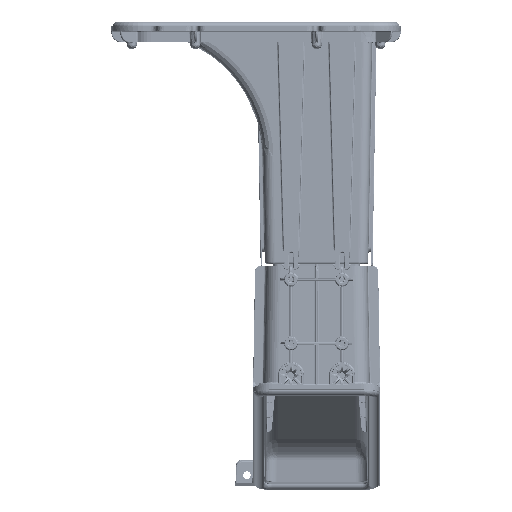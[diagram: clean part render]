
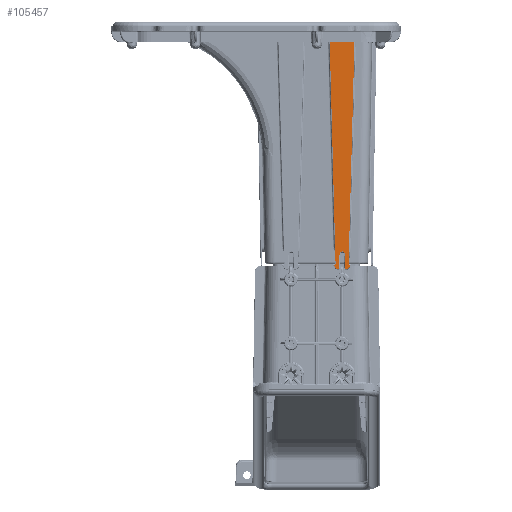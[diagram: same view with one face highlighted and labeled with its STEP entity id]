
A CAD part, front view. The second image highlights one B-rep face of the part: STEP entity #105457.
In plain terms, the highlighted planar face has unit normal (0, -1, -0.018).
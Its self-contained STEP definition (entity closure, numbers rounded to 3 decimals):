
#6411=DIRECTION('',(1.,0.,0.));
#6412=VECTOR('',#6411,19.769);
#6413=CARTESIAN_POINT('',(110.023,-131.297,1997.874));
#6414=LINE('',#6413,#6412);
#25685=DIRECTION('',(0.026,-0.017,1.));
#25686=VECTOR('',#25685,181.545);
#25687=CARTESIAN_POINT('',(125.04,-128.129,
1816.419));
#25688=LINE('',#25687,#25686);
#25689=DIRECTION('',(0.635,-0.013,0.772));
#25690=VECTOR('',#25689,3.185);
#25691=CARTESIAN_POINT('',(124.781,-128.068,
1812.93));
#25692=LINE('',#25691,#25690);
#25693=DIRECTION('',(0.035,0.017,-0.999));
#25694=VECTOR('',#25693,11.57);
#25695=CARTESIAN_POINT('',(121.907,-128.263,
1824.061));
#25696=LINE('',#25695,#25694);
#25697=DIRECTION('',(0.035,-0.017,0.999));
#25698=VECTOR('',#25697,11.57);
#25699=CARTESIAN_POINT('',(117.505,-128.061,
1812.5));
#25700=LINE('',#25699,#25698);
#25701=DIRECTION('',(0.635,0.013,-0.772));
#25702=VECTOR('',#25701,3.185);
#25703=CARTESIAN_POINT('',(113.013,-128.111,
1815.39));
#25704=LINE('',#25703,#25702);
#25705=DIRECTION('',(0.026,0.017,-1.));
#25706=VECTOR('',#25705,181.545);
#25707=CARTESIAN_POINT('',(110.023,-131.297,
1997.874));
#25708=LINE('',#25707,#25706);
#46295=DIRECTION('',(1.,0.,0.006));
#46296=VECTOR('',#46295,0.764);
#46297=CARTESIAN_POINT('',(113.013,-128.111,
1815.39));
#46298=LINE('',#46297,#46296);
#46308=CARTESIAN_POINT('',(116.993,-128.052,
1812.016));
#46309=CARTESIAN_POINT('',(116.728,-128.052,
1812.02));
#46310=CARTESIAN_POINT('',(116.229,-128.054,
1812.088));
#46311=CARTESIAN_POINT('',(115.557,-128.059,
1812.41));
#46312=CARTESIAN_POINT('',(115.196,-128.065,
1812.736));
#46313=CARTESIAN_POINT('',(115.035,-128.068,
1812.93));
#46382=CARTESIAN_POINT('',(113.776,-128.111,
1815.394));
#46383=CARTESIAN_POINT('',(113.918,-128.111,
1815.397));
#46384=CARTESIAN_POINT('',(114.176,-128.112,
1815.449));
#46385=CARTESIAN_POINT('',(114.516,-128.116,
1815.681));
#46386=CARTESIAN_POINT('',(114.734,-128.122,
1816.026));
#46387=CARTESIAN_POINT('',(114.777,-128.127,
1816.281));
#46388=CARTESIAN_POINT('',(114.776,-128.129,
1816.419));
#46414=CARTESIAN_POINT('',(117.505,-128.061,
1812.5));
#46415=CARTESIAN_POINT('',(117.5,-128.059,
1812.408));
#46416=CARTESIAN_POINT('',(117.454,-128.057,
1812.25));
#46417=CARTESIAN_POINT('',(117.259,-128.053,
1812.059));
#46418=CARTESIAN_POINT('',(117.091,-128.053,
1812.02));
#46419=CARTESIAN_POINT('',(116.993,-128.052,
1812.016));
#46455=CARTESIAN_POINT('',(124.781,-128.068,
1812.93));
#46456=CARTESIAN_POINT('',(124.619,-128.065,
1812.736));
#46457=CARTESIAN_POINT('',(124.259,-128.059,
1812.41));
#46458=CARTESIAN_POINT('',(123.587,-128.054,
1812.088));
#46459=CARTESIAN_POINT('',(123.087,-128.052,
1812.02));
#46460=CARTESIAN_POINT('',(122.823,-128.052,
1812.016));
#46471=DIRECTION('',(1.,0.,-0.006));
#46472=VECTOR('',#46471,0.764);
#46473=CARTESIAN_POINT('',(126.039,-128.111,
1815.394));
#46474=LINE('',#46473,#46472);
#46551=CARTESIAN_POINT('',(122.823,-128.052,
1812.016));
#46552=CARTESIAN_POINT('',(122.724,-128.053,
1812.02));
#46553=CARTESIAN_POINT('',(122.556,-128.053,
1812.059));
#46554=CARTESIAN_POINT('',(122.361,-128.057,
1812.25));
#46555=CARTESIAN_POINT('',(122.316,-128.059,
1812.408));
#46556=CARTESIAN_POINT('',(122.31,-128.061,
1812.5));
#46563=CARTESIAN_POINT('',(125.203,-128.119,
1815.846));
#46564=CARTESIAN_POINT('',(125.265,-128.118,
1815.752));
#46565=CARTESIAN_POINT('',(125.411,-128.115,
1815.592));
#46566=CARTESIAN_POINT('',(125.71,-128.112,
1815.431));
#46567=CARTESIAN_POINT('',(125.925,-128.111,
1815.395));
#46568=CARTESIAN_POINT('',(126.039,-128.111,
1815.394));
#46570=CARTESIAN_POINT('',(125.04,-128.129,
1816.419));
#46571=CARTESIAN_POINT('',(125.038,-128.128,
1816.351));
#46572=CARTESIAN_POINT('',(125.048,-128.126,
1816.218));
#46573=CARTESIAN_POINT('',(125.104,-128.122,
1816.022));
#46574=CARTESIAN_POINT('',(125.165,-128.12,
1815.903));
#46575=CARTESIAN_POINT('',(125.203,-128.119,
1815.846));
#49506=CARTESIAN_POINT('',(121.907,-128.263,
1824.061));
#49507=CARTESIAN_POINT('',(121.897,-128.267,
1824.323));
#49508=CARTESIAN_POINT('',(121.785,-128.276,
1824.807));
#49509=CARTESIAN_POINT('',(121.342,-128.287,
1825.458));
#49510=CARTESIAN_POINT('',(120.684,-128.295,
1825.889));
#49511=CARTESIAN_POINT('',(119.908,-128.297,
1826.042));
#49512=CARTESIAN_POINT('',(119.132,-128.295,
1825.888));
#49513=CARTESIAN_POINT('',(118.474,-128.287,
1825.458));
#49514=CARTESIAN_POINT('',(118.03,-128.276,
1824.807));
#49515=CARTESIAN_POINT('',(117.918,-128.267,
1824.323));
#49516=CARTESIAN_POINT('',(117.909,-128.263,
1824.061));
#53172=CARTESIAN_POINT('',(110.023,-131.297,
1997.874));
#57771=VERTEX_POINT('',#53172);
#57772=CARTESIAN_POINT('',(129.792,-131.297,
1997.874));
#57773=VERTEX_POINT('',#57772);
#61712=CARTESIAN_POINT('',(114.776,-128.129,
1816.419));
#61713=VERTEX_POINT('',#61712);
#61714=VERTEX_POINT('',#46382);
#61715=CARTESIAN_POINT('',(113.013,-128.111,
1815.39));
#61716=VERTEX_POINT('',#61715);
#61717=CARTESIAN_POINT('',(115.035,-128.068,
1812.93));
#61718=VERTEX_POINT('',#61717);
#61719=VERTEX_POINT('',#46308);
#61720=VERTEX_POINT('',#46414);
#61721=CARTESIAN_POINT('',(117.909,-128.263,
1824.061));
#61722=VERTEX_POINT('',#61721);
#61723=VERTEX_POINT('',#49506);
#61724=CARTESIAN_POINT('',(122.31,-128.061,
1812.5));
#61725=VERTEX_POINT('',#61724);
#61726=VERTEX_POINT('',#46551);
#61727=VERTEX_POINT('',#46455);
#61728=CARTESIAN_POINT('',(126.803,-128.111,
1815.39));
#61729=VERTEX_POINT('',#61728);
#61730=CARTESIAN_POINT('',(126.039,-128.111,
1815.394));
#61731=VERTEX_POINT('',#61730);
#61732=VERTEX_POINT('',#46563);
#61733=VERTEX_POINT('',#46570);
#105417=CARTESIAN_POINT('',(136.699,-130.802,
1969.532));
#105418=DIRECTION('',(0.,1.,0.017));
#105419=DIRECTION('',(0.,0.017,-1.));
#105420=AXIS2_PLACEMENT_3D('',#105417,#105418,#105419);
#105421=PLANE('',#105420);
#105422=ORIENTED_EDGE('',*,*,#71164,.T.);
#105424=ORIENTED_EDGE('',*,*,#105423,.F.);
#105426=ORIENTED_EDGE('',*,*,#105425,.T.);
#105428=ORIENTED_EDGE('',*,*,#105427,.T.);
#105430=ORIENTED_EDGE('',*,*,#105429,.T.);
#105432=ORIENTED_EDGE('',*,*,#105431,.F.);
#105434=ORIENTED_EDGE('',*,*,#105433,.T.);
#105436=ORIENTED_EDGE('',*,*,#105435,.T.);
#105438=ORIENTED_EDGE('',*,*,#105437,.F.);
#105440=ORIENTED_EDGE('',*,*,#105439,.T.);
#105442=ORIENTED_EDGE('',*,*,#105441,.F.);
#105444=ORIENTED_EDGE('',*,*,#105443,.T.);
#105446=ORIENTED_EDGE('',*,*,#105445,.T.);
#105448=ORIENTED_EDGE('',*,*,#105447,.F.);
#105450=ORIENTED_EDGE('',*,*,#105449,.T.);
#105452=ORIENTED_EDGE('',*,*,#105451,.T.);
#105454=ORIENTED_EDGE('',*,*,#105453,.F.);
#105455=EDGE_LOOP('',(#105422,#105424,#105426,#105428,#105430,#105432,#105434,
#105436,#105438,#105440,#105442,#105444,#105446,#105448,#105450,#105452,
#105454));
#105456=FACE_OUTER_BOUND('',#105455,.F.);
#105457=ADVANCED_FACE('',(#105456),#105421,.F.);
#46314=B_SPLINE_CURVE_WITH_KNOTS('',3,(#46308,#46309,#46310,#46311,#46312,
#46313),.UNSPECIFIED.,.F.,.F.,(4,1,1,4),(0.,0.333,
0.667,1.),.UNSPECIFIED.);
#46389=B_SPLINE_CURVE_WITH_KNOTS('',3,(#46382,#46383,#46384,#46385,#46386,
#46387,#46388),.UNSPECIFIED.,.F.,.F.,(4,1,1,1,4),(0.,0.25,0.5,0.75,
1.),.UNSPECIFIED.);
#46420=B_SPLINE_CURVE_WITH_KNOTS('',3,(#46414,#46415,#46416,#46417,#46418,
#46419),.UNSPECIFIED.,.F.,.F.,(4,1,1,4),(0.,0.333,
0.667,1.),.UNSPECIFIED.);
#46461=B_SPLINE_CURVE_WITH_KNOTS('',3,(#46455,#46456,#46457,#46458,#46459,
#46460),.UNSPECIFIED.,.F.,.F.,(4,1,1,4),(0.,0.333,
0.667,1.),.UNSPECIFIED.);
#46557=B_SPLINE_CURVE_WITH_KNOTS('',3,(#46551,#46552,#46553,#46554,#46555,
#46556),.UNSPECIFIED.,.F.,.F.,(4,1,1,4),(0.,0.333,
0.667,1.),.UNSPECIFIED.);
#46569=B_SPLINE_CURVE_WITH_KNOTS('',3,(#46563,#46564,#46565,#46566,#46567,
#46568),.UNSPECIFIED.,.F.,.F.,(4,1,1,4),(0.,0.333,
0.667,1.),.UNSPECIFIED.);
#46576=B_SPLINE_CURVE_WITH_KNOTS('',3,(#46570,#46571,#46572,#46573,#46574,
#46575),.UNSPECIFIED.,.F.,.F.,(4,1,1,4),(0.,0.333,
0.667,1.),.UNSPECIFIED.);
#49517=B_SPLINE_CURVE_WITH_KNOTS('',3,(#49506,#49507,#49508,#49509,#49510,
#49511,#49512,#49513,#49514,#49515,#49516),.UNSPECIFIED.,.F.,.F.,(4,1,1,1,1,1,1,
1,4),(0.,0.125,0.25,0.375,0.5,0.625,0.75,0.875,1.),
.UNSPECIFIED.);
#71164=EDGE_CURVE('',#57771,#57773,#6414,.T.);
#105423=EDGE_CURVE('',#61733,#57773,#25688,.T.);
#105425=EDGE_CURVE('',#61733,#61732,#46576,.T.);
#105427=EDGE_CURVE('',#61732,#61731,#46569,.T.);
#105429=EDGE_CURVE('',#61731,#61729,#46474,.T.);
#105431=EDGE_CURVE('',#61727,#61729,#25692,.T.);
#105433=EDGE_CURVE('',#61727,#61726,#46461,.T.);
#105435=EDGE_CURVE('',#61726,#61725,#46557,.T.);
#105437=EDGE_CURVE('',#61723,#61725,#25696,.T.);
#105439=EDGE_CURVE('',#61723,#61722,#49517,.T.);
#105441=EDGE_CURVE('',#61720,#61722,#25700,.T.);
#105443=EDGE_CURVE('',#61720,#61719,#46420,.T.);
#105445=EDGE_CURVE('',#61719,#61718,#46314,.T.);
#105447=EDGE_CURVE('',#61716,#61718,#25704,.T.);
#105449=EDGE_CURVE('',#61716,#61714,#46298,.T.);
#105451=EDGE_CURVE('',#61714,#61713,#46389,.T.);
#105453=EDGE_CURVE('',#57771,#61713,#25708,.T.);
